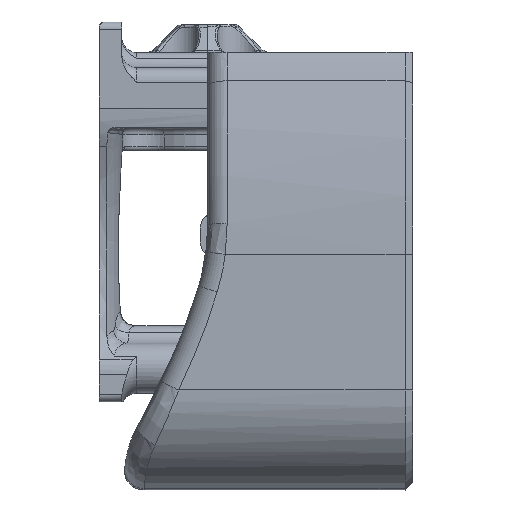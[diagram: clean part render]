
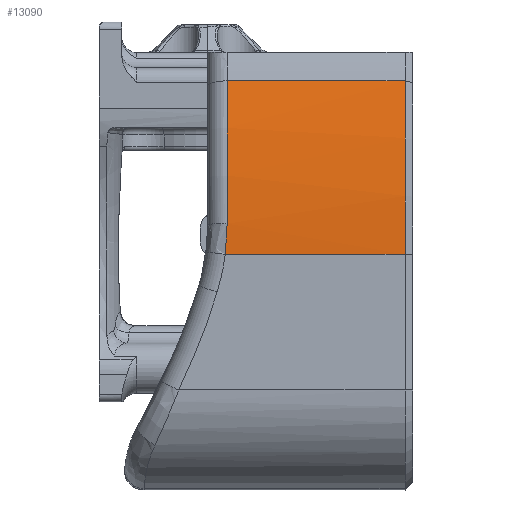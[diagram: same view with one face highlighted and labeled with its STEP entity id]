
A CAD part, front view. The second image highlights one B-rep face of the part: STEP entity #13090.
In plain terms, the highlighted cylindrical face has radius 90.29 mm (diameter 180.58 mm), a partial arc.
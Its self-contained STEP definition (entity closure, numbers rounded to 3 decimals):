
#318=CYLINDRICAL_SURFACE('',#14158,90.29);
#1029=LINE('',#31653,#1729);
#1030=LINE('',#31654,#1730);
#1729=VECTOR('',#16747,1000.);
#1730=VECTOR('',#16748,1000.);
#2611=FACE_OUTER_BOUND('',#3392,.T.);
#3392=EDGE_LOOP('',(#11226,#11227,#11228,#11229,#11230));
#3956=CIRCLE('',#14070,90.29);
#3982=CIRCLE('',#14117,90.29);
#4672=B_SPLINE_CURVE_WITH_KNOTS('',3,(#31648,#31649,#31650,#31651),
 .UNSPECIFIED.,.F.,.F.,(4,4),(0.,1.),.UNSPECIFIED.);
#5867=VERTEX_POINT('',#30627);
#5868=VERTEX_POINT('',#30638);
#5907=VERTEX_POINT('',#31010);
#5908=VERTEX_POINT('',#31014);
#5952=VERTEX_POINT('',#31623);
#7682=EDGE_CURVE('',#5867,#5868,#3956,.T.);
#7744=EDGE_CURVE('',#5907,#5908,#3982,.T.);
#7814=EDGE_CURVE('',#5952,#5867,#4672,.T.);
#7815=EDGE_CURVE('',#5952,#5908,#1029,.T.);
#7816=EDGE_CURVE('',#5868,#5907,#1030,.T.);
#11226=ORIENTED_EDGE('',*,*,#7815,.T.);
#11227=ORIENTED_EDGE('',*,*,#7744,.F.);
#11228=ORIENTED_EDGE('',*,*,#7816,.F.);
#11229=ORIENTED_EDGE('',*,*,#7682,.F.);
#11230=ORIENTED_EDGE('',*,*,#7814,.F.);
#13090=ADVANCED_FACE('',(#2611),#318,.T.);
#14070=AXIS2_PLACEMENT_3D('',#30639,#16531,#16532);
#14117=AXIS2_PLACEMENT_3D('',#31016,#16637,#16638);
#14158=AXIS2_PLACEMENT_3D('',#31652,#16745,#16746);
#16531=DIRECTION('center_axis',(-1.,0.,0.));
#16532=DIRECTION('ref_axis',(0.,-0.966,0.257));
#16637=DIRECTION('center_axis',(1.,0.,0.));
#16638=DIRECTION('ref_axis',(0.,-0.966,0.257));
#16745=DIRECTION('center_axis',(-1.,0.,0.));
#16746=DIRECTION('ref_axis',(0.,-0.966,0.257));
#16747=DIRECTION('',(1.,0.,0.));
#16748=DIRECTION('',(1.,0.,0.));
#30627=CARTESIAN_POINT('',(2.9,-30.197,66.628));
#30638=CARTESIAN_POINT('',(2.9,-27.258,85.724));
#30639=CARTESIAN_POINT('Origin',(2.9,60.,62.52));
#31010=CARTESIAN_POINT('',(26.7,-27.258,85.724));
#31014=CARTESIAN_POINT('',(26.7,-30.29,62.52));
#31016=CARTESIAN_POINT('Origin',(26.7,60.,62.52));
#31623=CARTESIAN_POINT('',(2.642,-30.29,62.52));
#31648=CARTESIAN_POINT('Ctrl Pts',(2.642,-30.29,62.52));
#31649=CARTESIAN_POINT('Ctrl Pts',(2.814,-30.29,63.882));
#31650=CARTESIAN_POINT('Ctrl Pts',(2.9,-30.259,65.256));
#31651=CARTESIAN_POINT('Ctrl Pts',(2.9,-30.197,66.628));
#31652=CARTESIAN_POINT('Origin',(27.,60.,62.52));
#31653=CARTESIAN_POINT('',(1.9,-30.29,62.52));
#31654=CARTESIAN_POINT('',(1.9,-27.258,85.724));
